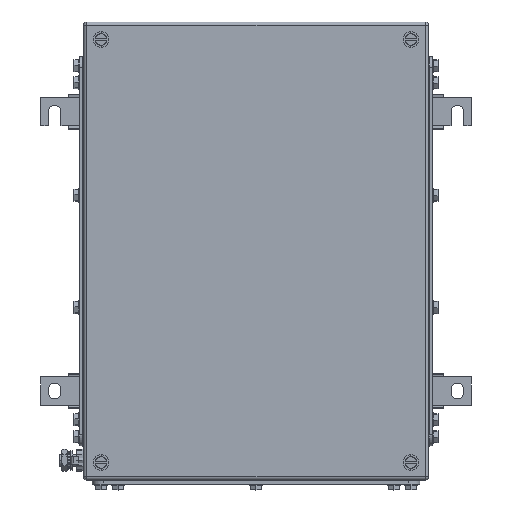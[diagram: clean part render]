
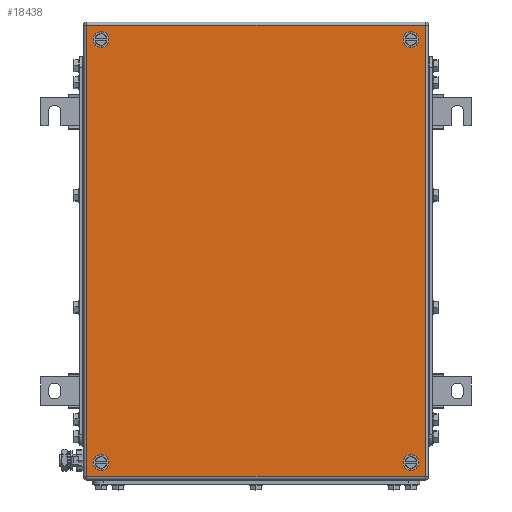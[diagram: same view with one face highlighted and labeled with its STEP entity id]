
A CAD part, top view. The second image highlights one B-rep face of the part: STEP entity #18438.
In plain terms, the highlighted planar face has unit normal (0, 0, 1).
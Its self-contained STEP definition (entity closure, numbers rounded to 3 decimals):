
#18312=AXIS2_PLACEMENT_3D('Circle Axis2P3D',#18310,#18311,$) ;
#18339=AXIS2_PLACEMENT_3D('Plane Axis2P3D',#18336,#18337,#18338) ;
#18377=AXIS2_PLACEMENT_3D('Circle Axis2P3D',#18375,#18376,$) ;
#18386=AXIS2_PLACEMENT_3D('Circle Axis2P3D',#18384,#18385,$) ;
#18395=AXIS2_PLACEMENT_3D('Circle Axis2P3D',#18393,#18394,$) ;
#18404=AXIS2_PLACEMENT_3D('Circle Axis2P3D',#18402,#18403,$) ;
#18413=AXIS2_PLACEMENT_3D('Circle Axis2P3D',#18411,#18412,$) ;
#18422=AXIS2_PLACEMENT_3D('Circle Axis2P3D',#18420,#18421,$) ;
#18431=AXIS2_PLACEMENT_3D('Circle Axis2P3D',#18429,#18430,$) ;
#18307=CARTESIAN_POINT('Vertex',(56.5,398.5,203.5)) ;
#18310=CARTESIAN_POINT('Axis2P3D Location',(53.,398.5,203.5)) ;
#18314=CARTESIAN_POINT('Vertex',(49.5,398.5,203.5)) ;
#18336=CARTESIAN_POINT('Axis2P3D Location',(190.5,211.,203.5)) ;
#18341=CARTESIAN_POINT('Line Origine',(190.5,410.5,203.5)) ;
#18345=CARTESIAN_POINT('Vertex',(340.,410.5,203.5)) ;
#18347=CARTESIAN_POINT('Vertex',(41.,410.5,203.5)) ;
#18350=CARTESIAN_POINT('Line Origine',(41.,211.,203.5)) ;
#18354=CARTESIAN_POINT('Vertex',(41.,11.5,203.5)) ;
#18357=CARTESIAN_POINT('Line Origine',(190.5,11.5,203.5)) ;
#18361=CARTESIAN_POINT('Vertex',(340.,11.5,203.5)) ;
#18364=CARTESIAN_POINT('Line Origine',(340.,211.,203.5)) ;
#18375=CARTESIAN_POINT('Axis2P3D Location',(53.,398.5,203.5)) ;
#18384=CARTESIAN_POINT('Axis2P3D Location',(53.,23.5,203.5)) ;
#18388=CARTESIAN_POINT('Vertex',(49.5,23.5,203.5)) ;
#18390=CARTESIAN_POINT('Vertex',(56.5,23.5,203.5)) ;
#18393=CARTESIAN_POINT('Axis2P3D Location',(53.,23.5,203.5)) ;
#18402=CARTESIAN_POINT('Axis2P3D Location',(328.,23.5,203.5)) ;
#18406=CARTESIAN_POINT('Vertex',(331.5,23.5,203.5)) ;
#18408=CARTESIAN_POINT('Vertex',(324.5,23.5,203.5)) ;
#18411=CARTESIAN_POINT('Axis2P3D Location',(328.,23.5,203.5)) ;
#18420=CARTESIAN_POINT('Axis2P3D Location',(328.,398.5,203.5)) ;
#18424=CARTESIAN_POINT('Vertex',(331.5,398.5,203.5)) ;
#18426=CARTESIAN_POINT('Vertex',(324.5,398.5,203.5)) ;
#18429=CARTESIAN_POINT('Axis2P3D Location',(328.,398.5,203.5)) ;
#18311=DIRECTION('Axis2P3D Direction',(0.,0.,1.)) ;
#18337=DIRECTION('Axis2P3D Direction',(0.,0.,1.)) ;
#18338=DIRECTION('Axis2P3D XDirection',(1.,0.,0.)) ;
#18342=DIRECTION('Vector Direction',(1.,0.,0.)) ;
#18351=DIRECTION('Vector Direction',(0.,-1.,0.)) ;
#18358=DIRECTION('Vector Direction',(1.,0.,0.)) ;
#18365=DIRECTION('Vector Direction',(0.,1.,0.)) ;
#18376=DIRECTION('Axis2P3D Direction',(0.,0.,1.)) ;
#18385=DIRECTION('Axis2P3D Direction',(0.,0.,1.)) ;
#18394=DIRECTION('Axis2P3D Direction',(0.,0.,1.)) ;
#18403=DIRECTION('Axis2P3D Direction',(0.,0.,1.)) ;
#18412=DIRECTION('Axis2P3D Direction',(0.,0.,1.)) ;
#18421=DIRECTION('Axis2P3D Direction',(0.,0.,1.)) ;
#18430=DIRECTION('Axis2P3D Direction',(0.,0.,1.)) ;
#18343=VECTOR('Line Direction',#18342,1.) ;
#18352=VECTOR('Line Direction',#18351,1.) ;
#18359=VECTOR('Line Direction',#18358,1.) ;
#18366=VECTOR('Line Direction',#18365,1.) ;
#18370=ORIENTED_EDGE('',*,*,#18349,.T.) ;
#18371=ORIENTED_EDGE('',*,*,#18356,.T.) ;
#18372=ORIENTED_EDGE('',*,*,#18363,.T.) ;
#18373=ORIENTED_EDGE('',*,*,#18368,.T.) ;
#18381=ORIENTED_EDGE('',*,*,#18379,.F.) ;
#18382=ORIENTED_EDGE('',*,*,#18316,.F.) ;
#18399=ORIENTED_EDGE('',*,*,#18392,.F.) ;
#18400=ORIENTED_EDGE('',*,*,#18397,.F.) ;
#18417=ORIENTED_EDGE('',*,*,#18410,.F.) ;
#18418=ORIENTED_EDGE('',*,*,#18415,.F.) ;
#18435=ORIENTED_EDGE('',*,*,#18428,.F.) ;
#18436=ORIENTED_EDGE('',*,*,#18433,.F.) ;
#18383=FACE_BOUND('',#18380,.T.) ;
#18401=FACE_BOUND('',#18398,.T.) ;
#18419=FACE_BOUND('',#18416,.T.) ;
#18437=FACE_BOUND('',#18434,.T.) ;
#18438=ADVANCED_FACE('ZUB_KTB_FS_403020_3GP_AllCATPart.2\\ZUB_DE_KTB_FS_400x300.1\\DE_KTB_MH_PART_MASTER.1\\Koerper.2',(#18374,#18383,#18401,#18419,#18437),#18340,.T.) ;
#18313=CIRCLE('generated circle',#18312,3.5) ;
#18378=CIRCLE('generated circle',#18377,3.5) ;
#18387=CIRCLE('generated circle',#18386,3.5) ;
#18396=CIRCLE('generated circle',#18395,3.5) ;
#18405=CIRCLE('generated circle',#18404,3.5) ;
#18414=CIRCLE('generated circle',#18413,3.5) ;
#18423=CIRCLE('generated circle',#18422,3.5) ;
#18432=CIRCLE('generated circle',#18431,3.5) ;
#18316=EDGE_CURVE('',#18308,#18315,#18313,.T.) ;
#18349=EDGE_CURVE('',#18346,#18348,#18344,.F.) ;
#18356=EDGE_CURVE('',#18348,#18355,#18353,.T.) ;
#18363=EDGE_CURVE('',#18355,#18362,#18360,.T.) ;
#18368=EDGE_CURVE('',#18362,#18346,#18367,.T.) ;
#18379=EDGE_CURVE('',#18315,#18308,#18378,.T.) ;
#18392=EDGE_CURVE('',#18389,#18391,#18387,.T.) ;
#18397=EDGE_CURVE('',#18391,#18389,#18396,.T.) ;
#18410=EDGE_CURVE('',#18407,#18409,#18405,.T.) ;
#18415=EDGE_CURVE('',#18409,#18407,#18414,.T.) ;
#18428=EDGE_CURVE('',#18425,#18427,#18423,.T.) ;
#18433=EDGE_CURVE('',#18427,#18425,#18432,.T.) ;
#18369=EDGE_LOOP('',(#18370,#18371,#18372,#18373)) ;
#18380=EDGE_LOOP('',(#18381,#18382)) ;
#18398=EDGE_LOOP('',(#18399,#18400)) ;
#18416=EDGE_LOOP('',(#18417,#18418)) ;
#18434=EDGE_LOOP('',(#18435,#18436)) ;
#18374=FACE_OUTER_BOUND('',#18369,.T.) ;
#18344=LINE('Line',#18341,#18343) ;
#18353=LINE('Line',#18350,#18352) ;
#18360=LINE('Line',#18357,#18359) ;
#18367=LINE('Line',#18364,#18366) ;
#18340=PLANE('',#18339) ;
#18308=VERTEX_POINT('',#18307) ;
#18315=VERTEX_POINT('',#18314) ;
#18346=VERTEX_POINT('',#18345) ;
#18348=VERTEX_POINT('',#18347) ;
#18355=VERTEX_POINT('',#18354) ;
#18362=VERTEX_POINT('',#18361) ;
#18389=VERTEX_POINT('',#18388) ;
#18391=VERTEX_POINT('',#18390) ;
#18407=VERTEX_POINT('',#18406) ;
#18409=VERTEX_POINT('',#18408) ;
#18425=VERTEX_POINT('',#18424) ;
#18427=VERTEX_POINT('',#18426) ;
